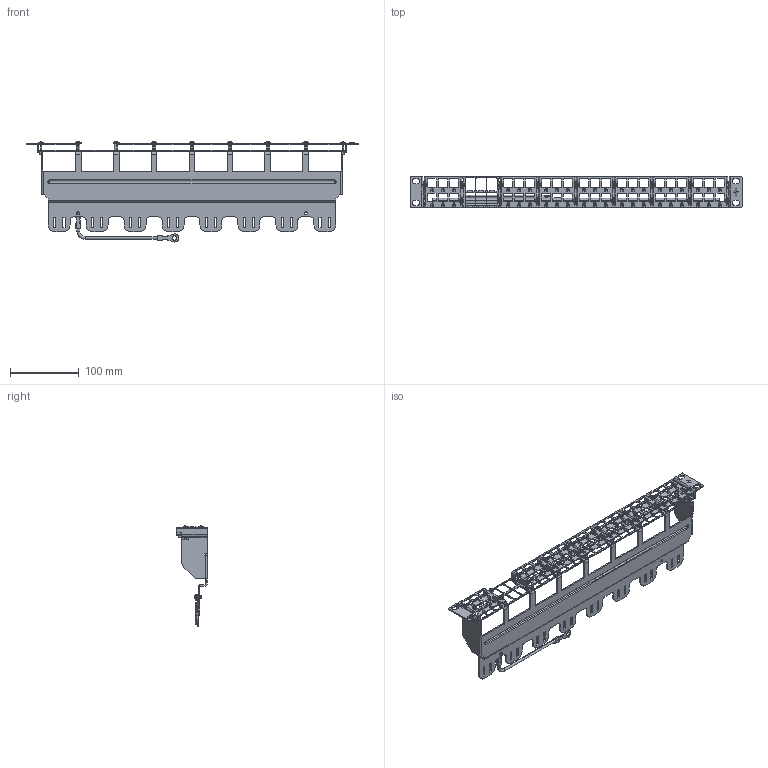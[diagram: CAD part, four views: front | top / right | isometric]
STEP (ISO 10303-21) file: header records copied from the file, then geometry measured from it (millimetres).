
FILE_DESCRIPTION (( 'STEP AP214' ), '1' );
FILE_NAME ('H02025A0236.STEP', '2012-07-06T07:27:49', ( 'ew-kolcak' ), ( 'Telegärtner GmbH' ), 'SwSTEP 2.0', 'SolidWorks 2012', '' );
FILE_SCHEMA (( 'AUTOMOTIVE_DESIGN' ));
Length unit declared in the file: millimetre
Products named in the file (26): A50190C5043; B06014A0054_43-48; B06014A0054; B06014A0054_Variante 2; B06014A0054_25-30; B06014A0054_Port 1-6; B06014A0054_13-18; B06014A0055; B06014A0054_19-24; B06014A0054_7-12; B06014A0054_37-42; L00040A0024H1; B06014A0054_31-36; A10060A0004; L00040A0024H7; L00040A0024H2; L00040A0007; b06015A0293; A11000A0003; H02025A0236
Assembly tree (46 placements, depth 3):
  B06014A0054
  H02025A0236
    b06015A0293
    B06014A0054_Variante 2
      B06014A0055
      B06014A0054_Port 1-6
    B06014A0054_7-12
      B06014A0055
    B06014A0054_13-18
      B06014A0055
      B06014A0054_13-18
    B06014A0054_19-24
      B06014A0055
      B06014A0054_19-24
    B06014A0054_25-30
      B06014A0055
      B06014A0054_25-30
    B06014A0054_31-36
      B06014A0055
      B06014A0054_31-36
    B06014A0054_37-42
      B06014A0055
      B06014A0054_37-42
    L00040A0007
      L00040A0024H1
      L00040A0024H7
      L00040A0024H2
    A10060A0004
    A50190C5043
    B06014A0054_43-48
      B06014A0055
      B06014A0054_43-48
    A11000A0003  x16
Bounding box: 482.6 x 44.2 x 145.51 mm (x, y, z)
Volume: 125620.2 mm3; surface area: 161088.5 mm2
Topology: 37 solids, 37 shells, 5254 faces, 14563 edges, 9519 vertices
Faces by surface type: plane 2977, cylinder 1588, bspline 587, cone 56, sphere 38, torus 8
Entity records: 165430 total; most frequent: CARTESIAN_POINT 60436, ORIENTED_EDGE 20210, DIRECTION 17191, EDGE_CURVE 10105, LINE 6815, VECTOR 6815, VERTEX_POINT 6567, AXIS2_PLACEMENT_3D 5188
